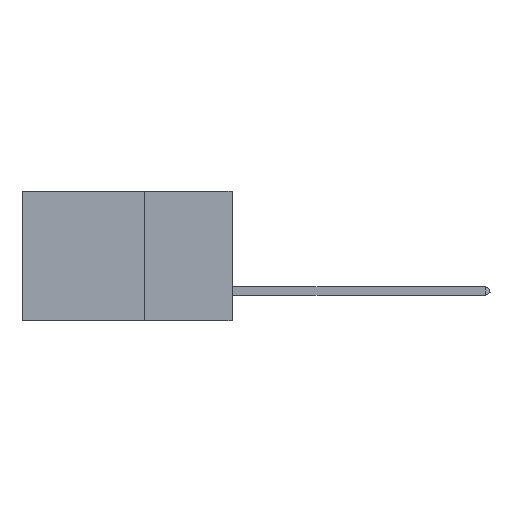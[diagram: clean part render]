
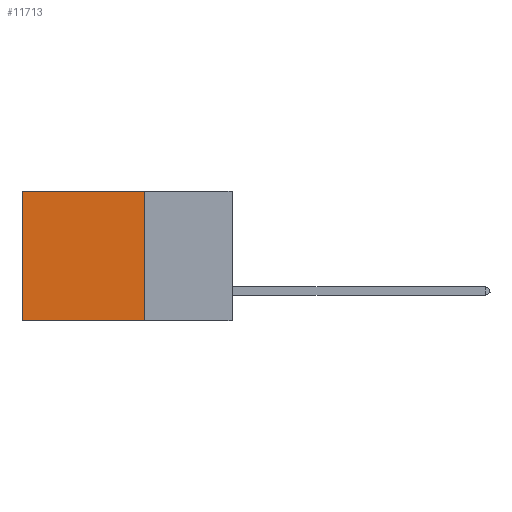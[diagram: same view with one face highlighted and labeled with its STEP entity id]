
A CAD part, left-side view. The second image highlights one B-rep face of the part: STEP entity #11713.
In plain terms, the highlighted planar face has unit normal (-1, 0, 0).
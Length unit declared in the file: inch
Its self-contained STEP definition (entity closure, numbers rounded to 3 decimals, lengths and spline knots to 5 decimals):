
#562 = FACE_OUTER_BOUND ( 'NONE', #18471, .T. ) ;
#847 = DIRECTION ( 'NONE',  ( 0., 1., 0. ) ) ;
#1708 = VERTEX_POINT ( 'NONE', #10230 ) ;
#2670 = ORIENTED_EDGE ( 'NONE', *, *, #10831, .T. ) ;
#3952 = LINE ( 'NONE', #6085, #11303 ) ;
#4238 = LINE ( 'NONE', #15801, #11567 ) ;
#5337 = ORIENTED_EDGE ( 'NONE', *, *, #13568, .F. ) ;
#5803 = CARTESIAN_POINT ( 'NONE',  ( 0.2875, 0.25, 0. ) ) ;
#6085 = CARTESIAN_POINT ( 'NONE',  ( 0.2875, 0.6, 0. ) ) ;
#6679 = VERTEX_POINT ( 'NONE', #8898 ) ;
#6956 = EDGE_CURVE ( 'NONE', #16619, #1708, #11991, .T. ) ;
#7555 = DIRECTION ( 'NONE',  ( 0., 0., -1. ) ) ;
#7791 = AXIS2_PLACEMENT_3D ( 'NONE', #5803, #15788, #12310 ) ;
#8898 = CARTESIAN_POINT ( 'NONE',  ( 0.2875, 0.6, 0. ) ) ;
#10230 = CARTESIAN_POINT ( 'NONE',  ( 0.2875, 0.25, -0.37 ) ) ;
#10594 = CARTESIAN_POINT ( 'NONE',  ( 0.2875, 0.25, -0.37 ) ) ;
#10831 = EDGE_CURVE ( 'NONE', #6679, #21090, #3952, .T. ) ;
#11303 = VECTOR ( 'NONE', #12950, 39.37008 ) ;
#11567 = VECTOR ( 'NONE', #20992, 39.37008 ) ;
#11687 = VECTOR ( 'NONE', #847, 39.37008 ) ;
#11713 = ADVANCED_FACE ( 'NONE', ( #562 ), #12245, .F. ) ;
#11991 = LINE ( 'NONE', #12688, #20160 ) ;
#12245 = PLANE ( 'NONE',  #7791 ) ;
#12310 = DIRECTION ( 'NONE',  ( 0., 0., -1. ) ) ;
#12447 = CARTESIAN_POINT ( 'NONE',  ( 0.2875, 0.25, 0. ) ) ;
#12658 = ORIENTED_EDGE ( 'NONE', *, *, #6956, .F. ) ;
#12688 = CARTESIAN_POINT ( 'NONE',  ( 0.2875, 0.25, 0. ) ) ;
#12950 = DIRECTION ( 'NONE',  ( 0., 0., -1. ) ) ;
#13568 = EDGE_CURVE ( 'NONE', #1708, #21090, #20372, .T. ) ;
#15452 = CARTESIAN_POINT ( 'NONE',  ( 0.2875, 0.6, -0.37 ) ) ;
#15788 = DIRECTION ( 'NONE',  ( 1., 0., 0. ) ) ;
#15801 = CARTESIAN_POINT ( 'NONE',  ( 0.2875, 0.25, 0. ) ) ;
#16619 = VERTEX_POINT ( 'NONE', #12447 ) ;
#17730 = EDGE_CURVE ( 'NONE', #16619, #6679, #4238, .T. ) ;
#17948 = ORIENTED_EDGE ( 'NONE', *, *, #17730, .T. ) ;
#18471 = EDGE_LOOP ( 'NONE', ( #2670, #5337, #12658, #17948 ) ) ;
#20160 = VECTOR ( 'NONE', #7555, 39.37008 ) ;
#20372 = LINE ( 'NONE', #10594, #11687 ) ;
#20992 = DIRECTION ( 'NONE',  ( 0., 1., 0. ) ) ;
#21090 = VERTEX_POINT ( 'NONE', #15452 ) ;
